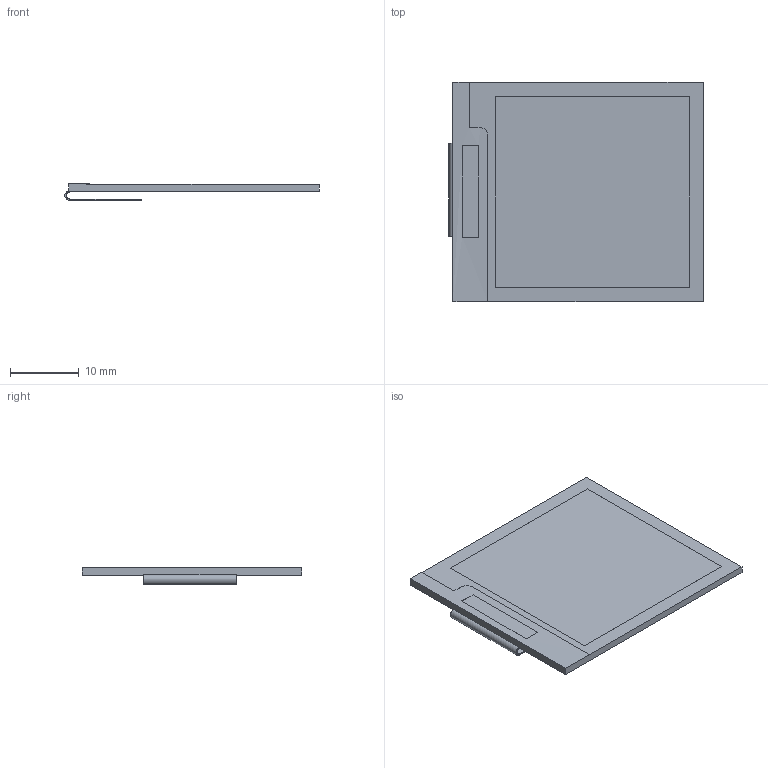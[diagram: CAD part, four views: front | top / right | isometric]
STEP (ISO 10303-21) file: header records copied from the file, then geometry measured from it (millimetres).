
FILE_SCHEMA (('AUTOMOTIVE_DESIGN { 1 0 10303 214 3 1 1 }'));
Length unit declared in the file: millimetre
Products named in the file (1): (Unsaved)
Bounding box: 36.91 x 31.83 x 2.45 mm (x, y, z)
Volume: 1228.8 mm3; surface area: 2869.8 mm2
Topology: 2 solids, 2 shells, 85 faces, 204 edges, 150 vertices
Faces by surface type: plane 83, cylinder 2
Entity records: 2650 total; most frequent: CARTESIAN_POINT 440, ORIENTED_EDGE 408, DIRECTION 381, EDGE_CURVE 204, LINE 199, VECTOR 199, VERTEX_POINT 150, EDGE_LOOP 112
